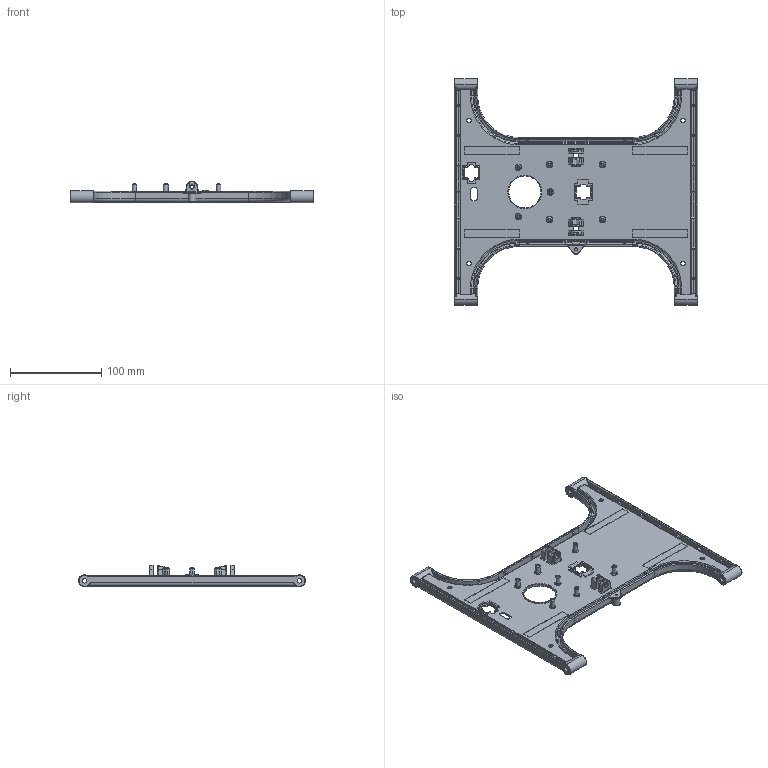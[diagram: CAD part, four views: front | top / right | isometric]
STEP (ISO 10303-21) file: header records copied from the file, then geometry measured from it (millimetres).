
FILE_DESCRIPTION (( 'STEP AP203' ), '1' );
FILE_NAME ('Moby-Plateau mobile_Défaut_sldprt.STEP', '2019-11-01T12:18:10', ( '' ), ( '' ), 'SwSTEP 2.0', 'SolidWorks 2017', '' );
FILE_SCHEMA (( 'CONFIG_CONTROL_DESIGN' ));
Length unit declared in the file: millimetre
Products named in the file (1): Moby-Plateau mobile_Défaut_sldprt
Bounding box: 266 x 248 x 23.5 mm (x, y, z)
Volume: 124240 mm3; surface area: 119957.5 mm2
Topology: 1 solids, 1 shells, 1202 faces, 3007 edges, 1796 vertices
Faces by surface type: cylinder 525, plane 394, torus 193, bspline 90
Entity records: 40746 total; most frequent: CARTESIAN_POINT 12777, ORIENTED_EDGE 5958, DIRECTION 5842, EDGE_CURVE 2979, AXIS2_PLACEMENT_3D 2183, VERTEX_POINT 1796, LINE 1476, VECTOR 1476
